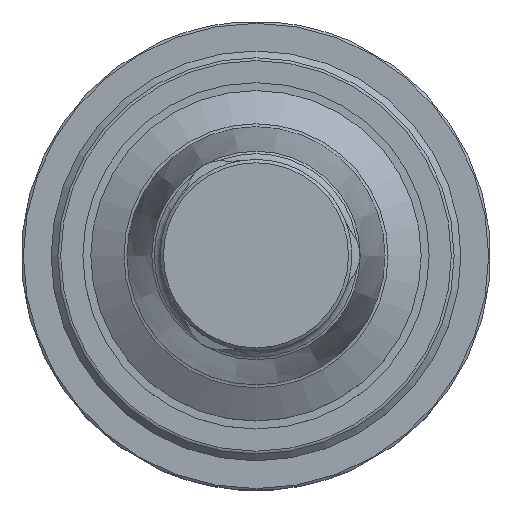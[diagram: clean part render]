
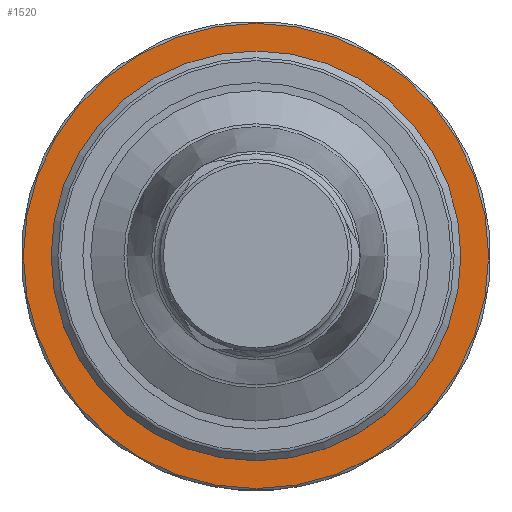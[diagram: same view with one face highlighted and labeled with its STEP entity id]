
A CAD part, top view. The second image highlights one B-rep face of the part: STEP entity #1520.
In plain terms, the highlighted planar face has unit normal (0, 0, 1).
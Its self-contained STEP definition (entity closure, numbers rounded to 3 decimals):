
#228=PLANE('',#1679);
#485=ORIENTED_EDGE('',*,*,#814,.T.);
#486=ORIENTED_EDGE('',*,*,#816,.F.);
#814=EDGE_CURVE('',#999,#999,#1120,.T.);
#816=EDGE_CURVE('',#1001,#1001,#1122,.T.);
#999=VERTEX_POINT('',#2535);
#1001=VERTEX_POINT('',#2541);
#1120=CIRCLE('',#1676,30.65);
#1122=CIRCLE('',#1680,35.2);
#1232=EDGE_LOOP('',(#485));
#1233=EDGE_LOOP('',(#486));
#1372=FACE_BOUND('',#1232,.T.);
#1373=FACE_BOUND('',#1233,.T.);
#1520=ADVANCED_FACE('',(#1372,#1373),#228,.F.);
#1676=AXIS2_PLACEMENT_3D('',#2534,#1986,#1987);
#1679=AXIS2_PLACEMENT_3D('',#2539,#1992,#1993);
#1680=AXIS2_PLACEMENT_3D('',#2540,#1994,#1995);
#1986=DIRECTION('',(0.,0.,-1.));
#1987=DIRECTION('',(1.,0.,0.));
#1992=DIRECTION('',(0.,0.,-1.));
#1993=DIRECTION('',(1.,0.,0.));
#1994=DIRECTION('',(0.,0.,-1.));
#1995=DIRECTION('',(1.,0.,0.));
#2534=CARTESIAN_POINT('',(0.,0.,-1.));
#2535=CARTESIAN_POINT('',(30.65,0.,-1.));
#2539=CARTESIAN_POINT('',(30.65,0.,-1.));
#2540=CARTESIAN_POINT('',(0.,0.,-1.));
#2541=CARTESIAN_POINT('',(35.2,0.,-1.));
